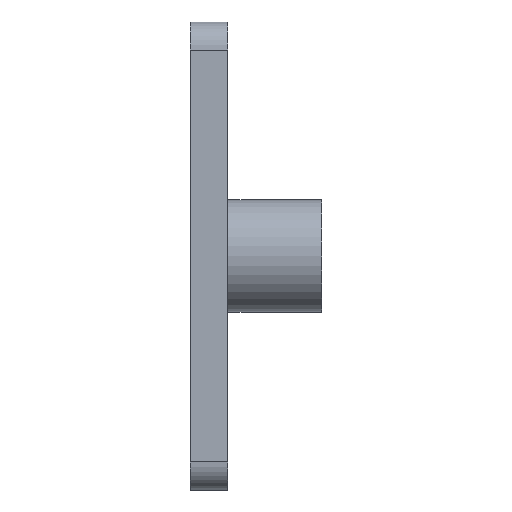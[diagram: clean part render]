
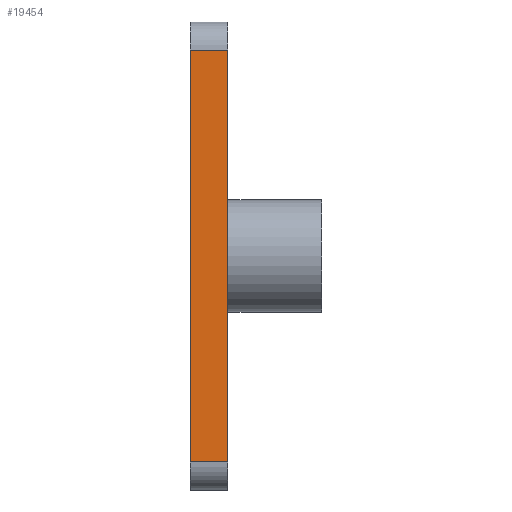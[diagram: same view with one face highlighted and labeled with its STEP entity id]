
A CAD part, left-side view. The second image highlights one B-rep face of the part: STEP entity #19454.
In plain terms, the highlighted planar face has unit normal (-1, 0, 0).
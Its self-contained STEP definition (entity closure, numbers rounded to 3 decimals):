
#63 = ORIENTED_EDGE ( 'NONE', *, *, #17903, .T. ) ;
#932 = VECTOR ( 'NONE', #7520, 1000. ) ;
#1651 = ORIENTED_EDGE ( 'NONE', *, *, #18259, .F. ) ;
#2442 = VERTEX_POINT ( 'NONE', #17049 ) ;
#4457 = CARTESIAN_POINT ( 'NONE',  ( -25., 0., -25. ) ) ;
#4751 = CARTESIAN_POINT ( 'NONE',  ( -25., 0., 22. ) ) ;
#4953 = VERTEX_POINT ( 'NONE', #4751 ) ;
#5416 = CARTESIAN_POINT ( 'NONE',  ( -25., 4., -25. ) ) ;
#6170 = CARTESIAN_POINT ( 'NONE',  ( -25., 4., 22. ) ) ;
#6419 = LINE ( 'NONE', #6170, #932 ) ;
#7228 = VERTEX_POINT ( 'NONE', #9951 ) ;
#7520 = DIRECTION ( 'NONE',  ( 0., 1., 0. ) ) ;
#7829 = EDGE_CURVE ( 'NONE', #13350, #4953, #8654, .T. ) ;
#8170 = VECTOR ( 'NONE', #12238, 1000. ) ;
#8201 = EDGE_LOOP ( 'NONE', ( #16154, #63, #1651, #11247 ) ) ;
#8654 = LINE ( 'NONE', #4457, #8170 ) ;
#8797 = DIRECTION ( 'NONE',  ( 0., 0., -1. ) ) ;
#9141 = CARTESIAN_POINT ( 'NONE',  ( -25., 4., -22. ) ) ;
#9951 = CARTESIAN_POINT ( 'NONE',  ( -25., 4., 22. ) ) ;
#10198 = DIRECTION ( 'NONE',  ( 0., 0., 1. ) ) ;
#10390 = DIRECTION ( 'NONE',  ( 0., -1., 0. ) ) ;
#11247 = ORIENTED_EDGE ( 'NONE', *, *, #19604, .T. ) ;
#11404 = FACE_OUTER_BOUND ( 'NONE', #8201, .T. ) ;
#11533 = CARTESIAN_POINT ( 'NONE',  ( -25., 0., -22. ) ) ;
#12238 = DIRECTION ( 'NONE',  ( 0., 0., 1. ) ) ;
#12843 = PLANE ( 'NONE',  #15377 ) ;
#13350 = VERTEX_POINT ( 'NONE', #11533 ) ;
#14709 = VECTOR ( 'NONE', #10390, 1000. ) ;
#14723 = VECTOR ( 'NONE', #10198, 1000. ) ;
#14880 = CARTESIAN_POINT ( 'NONE',  ( -25., 4., -25. ) ) ;
#15177 = LINE ( 'NONE', #9141, #14709 ) ;
#15377 = AXIS2_PLACEMENT_3D ( 'NONE', #5416, #17558, #8797 ) ;
#16154 = ORIENTED_EDGE ( 'NONE', *, *, #7829, .T. ) ;
#17049 = CARTESIAN_POINT ( 'NONE',  ( -25., 4., -22. ) ) ;
#17558 = DIRECTION ( 'NONE',  ( 1., 0., 0. ) ) ;
#17903 = EDGE_CURVE ( 'NONE', #4953, #7228, #6419, .T. ) ;
#18259 = EDGE_CURVE ( 'NONE', #2442, #7228, #18751, .T. ) ;
#18751 = LINE ( 'NONE', #14880, #14723 ) ;
#19454 = ADVANCED_FACE ( 'NONE', ( #11404 ), #12843, .F. ) ;
#19604 = EDGE_CURVE ( 'NONE', #2442, #13350, #15177, .T. ) ;
